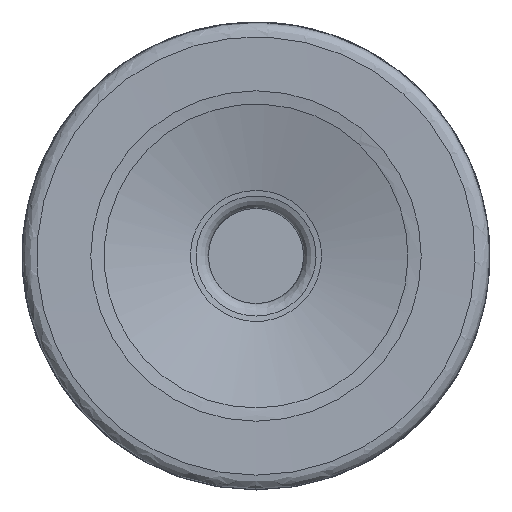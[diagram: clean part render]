
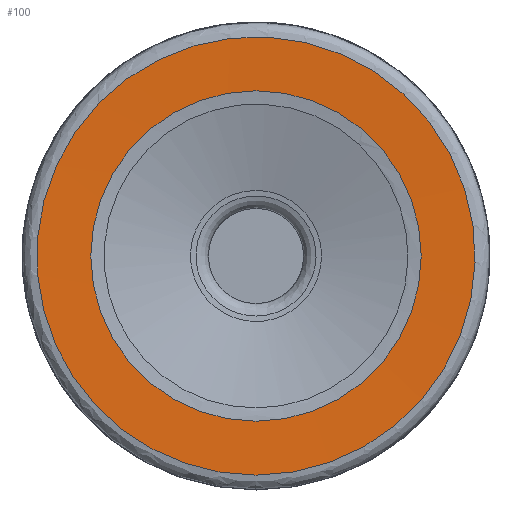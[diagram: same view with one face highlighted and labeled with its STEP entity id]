
A CAD part, front view. The second image highlights one B-rep face of the part: STEP entity #100.
In plain terms, the highlighted face is a revolution surface.
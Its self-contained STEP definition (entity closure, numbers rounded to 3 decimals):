
#100=ADVANCED_FACE('',(#184,#185),#137,.T.);
#137=SURFACE_OF_REVOLUTION('',#167,#152);
#152=AXIS1_PLACEMENT('',#721,#586);
#167=B_SPLINE_CURVE_WITH_KNOTS('',5,(#715,#716,#717,#718,#719,#720),
 .UNSPECIFIED.,.F.,.F.,(6,6),(0.,1.),.UNSPECIFIED.);
#184=FACE_BOUND('',#245,.T.);
#185=FACE_BOUND('',#246,.T.);
#245=EDGE_LOOP('',(#312));
#246=EDGE_LOOP('',(#313));
#312=ORIENTED_EDGE('',*,*,#440,.T.);
#313=ORIENTED_EDGE('',*,*,#441,.F.);
#400=VERTEX_POINT('',#712);
#401=VERTEX_POINT('',#714);
#440=EDGE_CURVE('',#400,#400,#484,.T.);
#441=EDGE_CURVE('',#401,#401,#485,.T.);
#484=CIRCLE('',#526,8.826);
#485=CIRCLE('',#527,11.706);
#526=AXIS2_PLACEMENT_3D('',#711,#582,#583);
#527=AXIS2_PLACEMENT_3D('',#713,#584,#585);
#582=DIRECTION('',(0.,1.,0.));
#583=DIRECTION('',(0.,0.,-1.));
#584=DIRECTION('',(0.,1.,0.));
#585=DIRECTION('',(0.,0.,-1.));
#586=DIRECTION('',(0.,-1.,0.));
#711=CARTESIAN_POINT('',(-7.914,-63.937,-1.392));
#712=CARTESIAN_POINT('',(-7.914,-63.937,-10.218));
#713=CARTESIAN_POINT('',(-7.914,-64.,-1.392));
#714=CARTESIAN_POINT('',(-7.914,-64.,-13.098));
#715=CARTESIAN_POINT('',(-19.576,-64.,-2.413));
#716=CARTESIAN_POINT('',(-19.002,-63.988,-2.362));
#717=CARTESIAN_POINT('',(-18.428,-63.975,-2.312));
#718=CARTESIAN_POINT('',(-17.854,-63.963,-2.262));
#719=CARTESIAN_POINT('',(-17.28,-63.95,-2.212));
#720=CARTESIAN_POINT('',(-16.706,-63.937,-2.162));
#721=CARTESIAN_POINT('',(-7.914,34.,-1.392));
